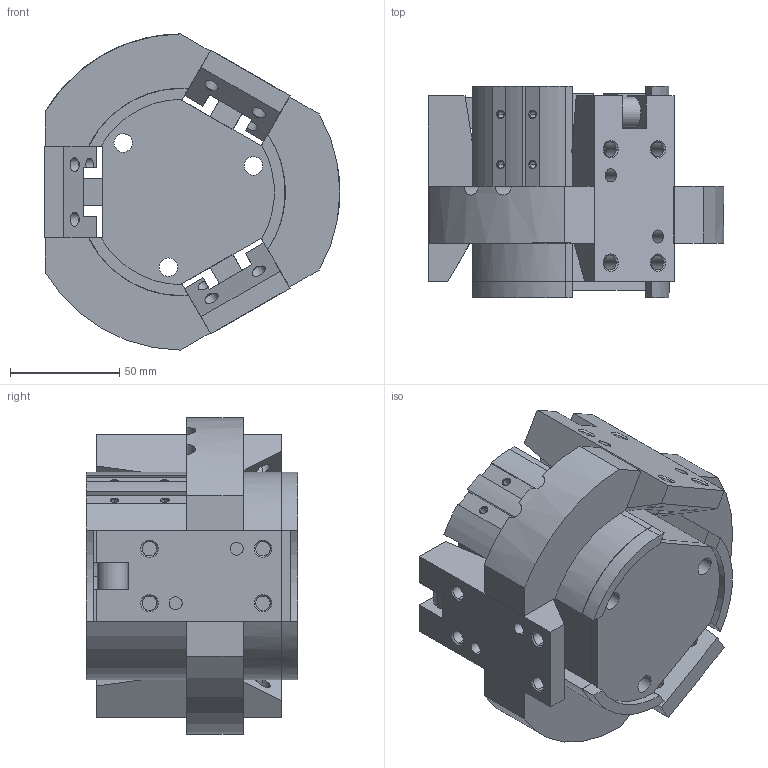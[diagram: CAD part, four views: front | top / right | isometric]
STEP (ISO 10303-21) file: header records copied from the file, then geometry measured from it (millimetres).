
FILE_DESCRIPTION( ( '' ), '1' );
FILE_NAME( '0g570_3_op755gts_0_2_14a.stp', '2010-10-25T15:50:41', ( '' ), ( '' ), ' ', ' ', ' ' );
FILE_SCHEMA( ( 'automotive_design' ) );
Length unit declared in the file: millimetre
Products named in the file (8): 1; 2; 3; 4; 5; 6; 7; 8
Bounding box: 135.5 x 97 x 145 mm (x, y, z)
Volume: 778025.8 mm3; surface area: 144699.6 mm2
Topology: 8 solids, 8 shells, 420 faces, 1213 edges, 784 vertices
Faces by surface type: cylinder 180, plane 172, cone 68
Entity records: 28179 total; most frequent: CARTESIAN_POINT 3247, DIRECTION 2463, STYLED_ITEM 2409, PRESENTATION_STYLE_ASSIGNMENT 2409, COLOUR_RGB 2409, ORIENTED_EDGE 2394, EDGE_CURVE 1197, CURVE_STYLE 1197
